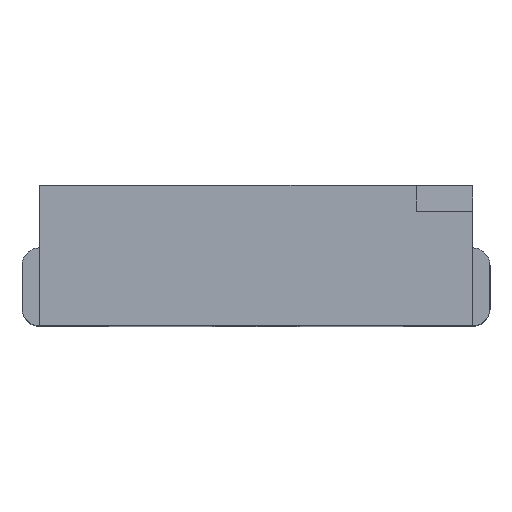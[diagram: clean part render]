
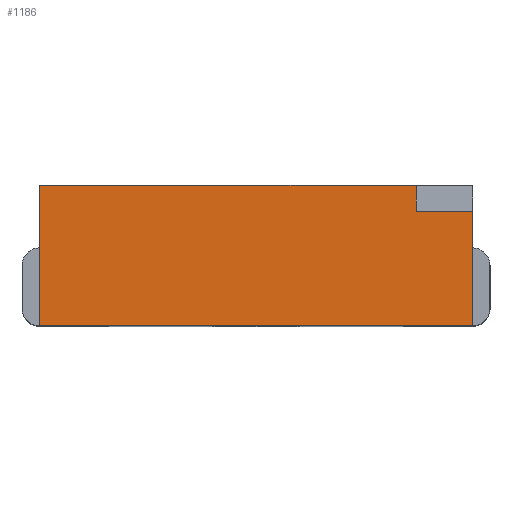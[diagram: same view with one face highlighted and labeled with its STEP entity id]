
A CAD part, top view. The second image highlights one B-rep face of the part: STEP entity #1186.
In plain terms, the highlighted planar face has unit normal (0, 0, 1).
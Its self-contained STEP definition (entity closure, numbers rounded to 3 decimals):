
#20 = LINE ( 'NONE', #620, #786 ) ;
#57 = DIRECTION ( 'NONE',  ( 1., 0., 0. ) ) ;
#75 = LINE ( 'NONE', #2075, #1456 ) ;
#86 = VECTOR ( 'NONE', #1437, 1000. ) ;
#194 = CARTESIAN_POINT ( 'NONE',  ( -2.5, 0.81, 2.5 ) ) ;
#195 = EDGE_CURVE ( 'NONE', #1527, #2081, #75, .T. ) ;
#242 = VECTOR ( 'NONE', #890, 1000. ) ;
#307 = DIRECTION ( 'NONE',  ( 1., 0., 0. ) ) ;
#314 = EDGE_CURVE ( 'NONE', #2108, #1043, #20, .T. ) ;
#398 = CARTESIAN_POINT ( 'NONE',  ( -2.5, 0.81, 2.5 ) ) ;
#598 = VERTEX_POINT ( 'NONE', #841 ) ;
#606 = LINE ( 'NONE', #1404, #242 ) ;
#620 = CARTESIAN_POINT ( 'NONE',  ( 1.85, 0.51, 2.5 ) ) ;
#780 = CARTESIAN_POINT ( 'NONE',  ( 1.85, 0.51, 2.5 ) ) ;
#786 = VECTOR ( 'NONE', #307, 1000. ) ;
#828 = EDGE_CURVE ( 'NONE', #2108, #598, #606, .T. ) ;
#841 = CARTESIAN_POINT ( 'NONE',  ( 1.85, 0.81, 2.5 ) ) ;
#890 = DIRECTION ( 'NONE',  ( 0., 1., 0. ) ) ;
#891 = EDGE_CURVE ( 'NONE', #1043, #1617, #1094, .T. ) ;
#920 = ORIENTED_EDGE ( 'NONE', *, *, #1876, .F. ) ;
#1043 = VERTEX_POINT ( 'NONE', #1336 ) ;
#1094 = LINE ( 'NONE', #2088, #2045 ) ;
#1144 = FACE_OUTER_BOUND ( 'NONE', #1265, .T. ) ;
#1156 = CARTESIAN_POINT ( 'NONE',  ( -2.5, 0.81, 2.5 ) ) ;
#1186 = ADVANCED_FACE ( 'NONE', ( #1144 ), #1685, .F. ) ;
#1205 = DIRECTION ( 'NONE',  ( -1., 0., 0. ) ) ;
#1216 = LINE ( 'NONE', #1911, #86 ) ;
#1265 = EDGE_LOOP ( 'NONE', ( #2078, #1431, #1535, #1479, #920, #1850 ) ) ;
#1336 = CARTESIAN_POINT ( 'NONE',  ( 2.5, 0.51, 2.5 ) ) ;
#1342 = DIRECTION ( 'NONE',  ( 0., 0., -1. ) ) ;
#1404 = CARTESIAN_POINT ( 'NONE',  ( 1.85, 0.51, 2.5 ) ) ;
#1417 = DIRECTION ( 'NONE',  ( 0., -1., 0. ) ) ;
#1431 = ORIENTED_EDGE ( 'NONE', *, *, #891, .F. ) ;
#1437 = DIRECTION ( 'NONE',  ( 1., 0., 0. ) ) ;
#1456 = VECTOR ( 'NONE', #1417, 1000. ) ;
#1477 = VECTOR ( 'NONE', #57, 1000. ) ;
#1479 = ORIENTED_EDGE ( 'NONE', *, *, #828, .T. ) ;
#1512 = LINE ( 'NONE', #194, #1477 ) ;
#1527 = VERTEX_POINT ( 'NONE', #1156 ) ;
#1535 = ORIENTED_EDGE ( 'NONE', *, *, #314, .F. ) ;
#1617 = VERTEX_POINT ( 'NONE', #1934 ) ;
#1634 = DIRECTION ( 'NONE',  ( 0., -1., 0. ) ) ;
#1657 = EDGE_CURVE ( 'NONE', #2081, #1617, #1216, .T. ) ;
#1685 = PLANE ( 'NONE',  #2036 ) ;
#1758 = CARTESIAN_POINT ( 'NONE',  ( -2.5, -0.81, 2.5 ) ) ;
#1850 = ORIENTED_EDGE ( 'NONE', *, *, #195, .T. ) ;
#1876 = EDGE_CURVE ( 'NONE', #1527, #598, #1512, .T. ) ;
#1911 = CARTESIAN_POINT ( 'NONE',  ( -2.5, -0.81, 2.5 ) ) ;
#1934 = CARTESIAN_POINT ( 'NONE',  ( 2.5, -0.81, 2.5 ) ) ;
#2036 = AXIS2_PLACEMENT_3D ( 'NONE', #398, #1342, #1205 ) ;
#2045 = VECTOR ( 'NONE', #1634, 1000. ) ;
#2075 = CARTESIAN_POINT ( 'NONE',  ( -2.5, 0.81, 2.5 ) ) ;
#2078 = ORIENTED_EDGE ( 'NONE', *, *, #1657, .T. ) ;
#2081 = VERTEX_POINT ( 'NONE', #1758 ) ;
#2088 = CARTESIAN_POINT ( 'NONE',  ( 2.5, 0.81, 2.5 ) ) ;
#2108 = VERTEX_POINT ( 'NONE', #780 ) ;
